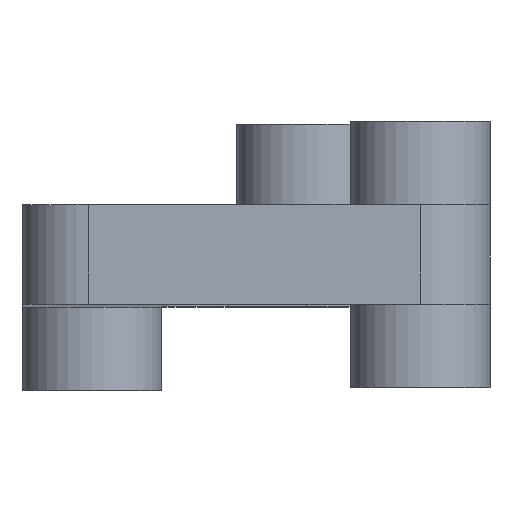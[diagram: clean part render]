
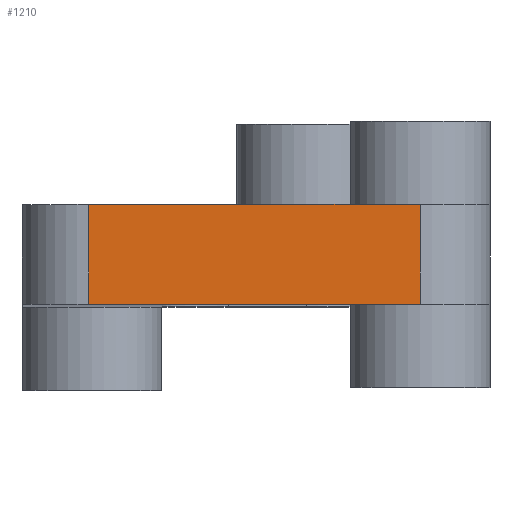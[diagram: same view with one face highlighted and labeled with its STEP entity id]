
A CAD part, top view. The second image highlights one B-rep face of the part: STEP entity #1210.
In plain terms, the highlighted planar face has unit normal (0, 0, 1).
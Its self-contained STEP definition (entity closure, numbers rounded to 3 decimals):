
#25=DIRECTION('',(1.,0.,0.));
#26=VECTOR('',#25,9.975);
#27=CARTESIAN_POINT('',(-9.975,0.,2.1));
#28=LINE('',#27,#26);
#232=DIRECTION('',(1.,0.,0.));
#233=VECTOR('',#232,9.975);
#234=CARTESIAN_POINT('',(-9.975,3.,2.1));
#235=LINE('',#234,#233);
#408=DIRECTION('',(0.,1.,0.));
#409=VECTOR('',#408,3.);
#410=CARTESIAN_POINT('',(0.,0.,2.1));
#411=LINE('',#410,#409);
#610=DIRECTION('',(0.,-1.,0.));
#611=VECTOR('',#610,3.);
#612=CARTESIAN_POINT('',(-9.975,3.,2.1));
#613=LINE('',#612,#611);
#647=CARTESIAN_POINT('',(0.,3.,2.1));
#648=VERTEX_POINT('',#647);
#671=CARTESIAN_POINT('',(0.,0.,2.1));
#673=VERTEX_POINT('',#671);
#703=CARTESIAN_POINT('',(-9.975,0.,2.1));
#705=VERTEX_POINT('',#703);
#709=CARTESIAN_POINT('',(-9.975,3.,2.1));
#710=VERTEX_POINT('',#709);
#1199=CARTESIAN_POINT('',(-11.975,0.,2.1));
#1200=DIRECTION('',(0.,0.,1.));
#1201=DIRECTION('',(1.,0.,0.));
#1202=AXIS2_PLACEMENT_3D('',#1199,#1200,#1201);
#1203=PLANE('',#1202);
#1204=ORIENTED_EDGE('',*,*,#793,.F.);
#1205=ORIENTED_EDGE('',*,*,#862,.T.);
#1206=ORIENTED_EDGE('',*,*,#998,.F.);
#1207=ORIENTED_EDGE('',*,*,#746,.F.);
#1208=EDGE_LOOP('',(#1204,#1205,#1206,#1207));
#1209=FACE_OUTER_BOUND('',#1208,.F.);
#746=EDGE_CURVE('',#705,#673,#28,.T.);
#793=EDGE_CURVE('',#710,#705,#613,.T.);
#862=EDGE_CURVE('',#710,#648,#235,.T.);
#998=EDGE_CURVE('',#673,#648,#411,.T.);
#1210=ADVANCED_FACE('',(#1209),#1203,.T.);
